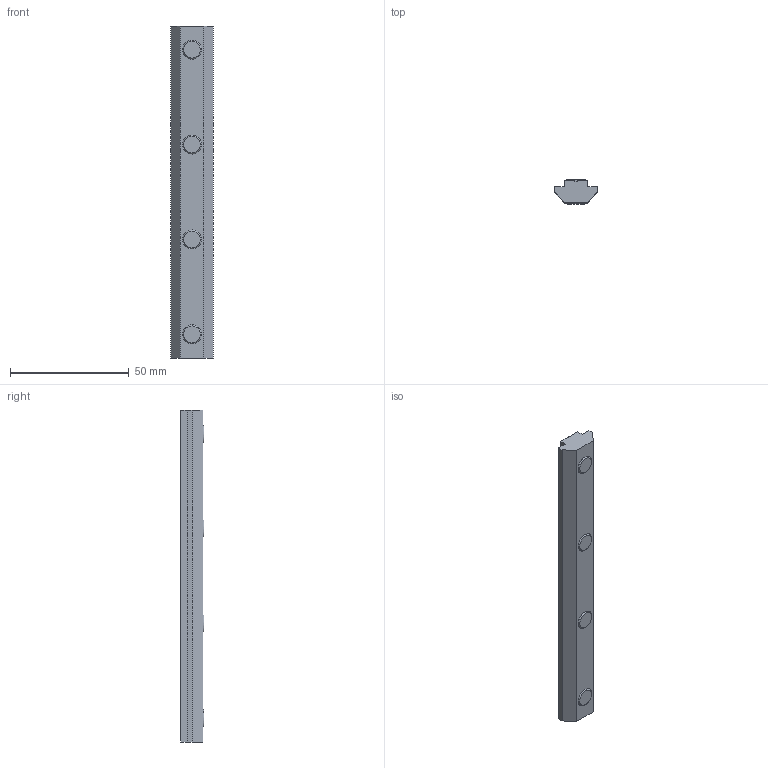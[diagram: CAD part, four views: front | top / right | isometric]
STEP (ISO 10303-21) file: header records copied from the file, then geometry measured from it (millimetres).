
FILE_DESCRIPTION (( 'STEP AP214' ), '1' );
FILE_NAME ('SNSD.30.50.56. Ëèíåéíûé ñîåäèíèòåëü 140ìì, ïàç10 (Ñ18).STEP', '2014-11-21T12:38:27', ( 'XTreme.ws' ), ( 'XTreme.ws' ), 'SwSTEP 2.0', 'SolidWorks 2014', '' );
FILE_SCHEMA (( 'AUTOMOTIVE_DESIGN' ));
Length unit declared in the file: millimetre
Products named in the file (3): SNSD.30.50.56. Ëèíåéíûé ñîåäèíèòåëü 140ìì, ïàç10 (Ñ18); SNSD.30.50.54. Ïëàñòèíà 140ìì, ïàç10 (Ñ20)Ñ18_00; SNSD.30.50.54. Âèíò (Ñ20)Ñ18_00
Assembly tree (5 placements, depth 2):
  SNSD.30.50.56. Ëèíåéíûé ñîåäèíèòåëü 140ìì, ïàç10 (Ñ18)
    SNSD.30.50.54. Ïëàñòèíà 140ìì, ïàç10 (Ñ20)Ñ18_00
    SNSD.30.50.54. Âèíò (Ñ20)Ñ18_00  x4
Bounding box: 18 x 10 x 140 mm (x, y, z)
Volume: 18153.5 mm3; surface area: 9419.4 mm2
Topology: 5 solids, 5 shells, 152 faces, 386 edges, 248 vertices
Faces by surface type: plane 84, cone 36, cylinder 24, torus 8
Entity records: 3392 total; most frequent: CARTESIAN_POINT 650, ORIENTED_EDGE 544, DIRECTION 526, EDGE_CURVE 272, AXIS2_PLACEMENT_3D 180, VERTEX_POINT 176, VECTOR 166, LINE 166
